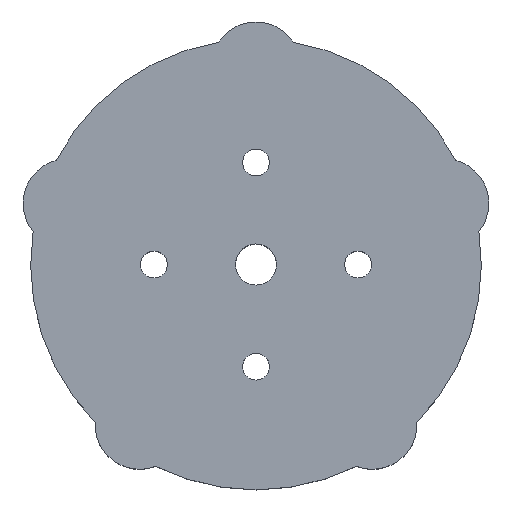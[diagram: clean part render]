
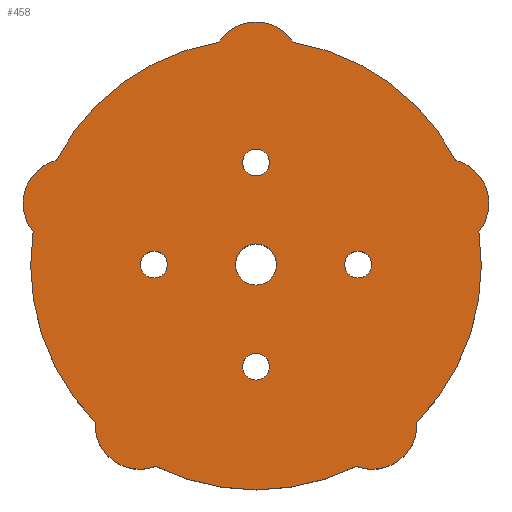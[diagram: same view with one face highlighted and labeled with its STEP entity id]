
A CAD part, top view. The second image highlights one B-rep face of the part: STEP entity #458.
In plain terms, the highlighted planar face has unit normal (0, 0, 1).
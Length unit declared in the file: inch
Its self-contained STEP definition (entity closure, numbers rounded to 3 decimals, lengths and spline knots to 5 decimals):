
#16=FACE_BOUND('',#83,.T.);
#17=FACE_BOUND('',#84,.T.);
#18=FACE_BOUND('',#85,.T.);
#19=FACE_BOUND('',#86,.T.);
#20=FACE_BOUND('',#87,.T.);
#33=PLANE('',#526);
#57=FACE_OUTER_BOUND('',#82,.T.);
#82=EDGE_LOOP('',(#386,#387,#388,#389,#390,#391,#392,#393,#394,#395));
#83=EDGE_LOOP('',(#396));
#84=EDGE_LOOP('',(#397));
#85=EDGE_LOOP('',(#398));
#86=EDGE_LOOP('',(#399));
#87=EDGE_LOOP('',(#400));
#160=CIRCLE('',#475,0.0375);
#162=CIRCLE('',#478,0.0375);
#164=CIRCLE('',#481,0.0375);
#166=CIRCLE('',#484,0.0375);
#168=CIRCLE('',#487,0.0575);
#171=CIRCLE('',#498,0.125);
#173=CIRCLE('',#501,0.63);
#175=CIRCLE('',#504,0.125);
#177=CIRCLE('',#507,0.63);
#179=CIRCLE('',#510,0.125);
#181=CIRCLE('',#513,0.63);
#183=CIRCLE('',#516,0.125);
#185=CIRCLE('',#519,0.63);
#187=CIRCLE('',#522,0.125);
#189=CIRCLE('',#525,0.63);
#190=VERTEX_POINT('',#673);
#192=VERTEX_POINT('',#679);
#194=VERTEX_POINT('',#685);
#196=VERTEX_POINT('',#691);
#198=VERTEX_POINT('',#697);
#214=VERTEX_POINT('',#743);
#215=VERTEX_POINT('',#745);
#217=VERTEX_POINT('',#751);
#219=VERTEX_POINT('',#757);
#221=VERTEX_POINT('',#763);
#223=VERTEX_POINT('',#769);
#225=VERTEX_POINT('',#775);
#227=VERTEX_POINT('',#781);
#229=VERTEX_POINT('',#787);
#231=VERTEX_POINT('',#793);
#232=EDGE_CURVE('',#190,#190,#160,.T.);
#235=EDGE_CURVE('',#192,#192,#162,.T.);
#238=EDGE_CURVE('',#194,#194,#164,.T.);
#241=EDGE_CURVE('',#196,#196,#166,.T.);
#244=EDGE_CURVE('',#198,#198,#168,.T.);
#267=EDGE_CURVE('',#215,#214,#171,.T.);
#270=EDGE_CURVE('',#217,#215,#173,.T.);
#273=EDGE_CURVE('',#219,#217,#175,.T.);
#276=EDGE_CURVE('',#221,#219,#177,.T.);
#279=EDGE_CURVE('',#223,#221,#179,.T.);
#282=EDGE_CURVE('',#225,#223,#181,.T.);
#285=EDGE_CURVE('',#227,#225,#183,.T.);
#288=EDGE_CURVE('',#229,#227,#185,.T.);
#291=EDGE_CURVE('',#231,#229,#187,.T.);
#294=EDGE_CURVE('',#214,#231,#189,.T.);
#386=ORIENTED_EDGE('',*,*,#294,.T.);
#387=ORIENTED_EDGE('',*,*,#291,.T.);
#388=ORIENTED_EDGE('',*,*,#288,.T.);
#389=ORIENTED_EDGE('',*,*,#285,.T.);
#390=ORIENTED_EDGE('',*,*,#282,.T.);
#391=ORIENTED_EDGE('',*,*,#279,.T.);
#392=ORIENTED_EDGE('',*,*,#276,.T.);
#393=ORIENTED_EDGE('',*,*,#273,.T.);
#394=ORIENTED_EDGE('',*,*,#270,.T.);
#395=ORIENTED_EDGE('',*,*,#267,.T.);
#396=ORIENTED_EDGE('',*,*,#232,.T.);
#397=ORIENTED_EDGE('',*,*,#235,.T.);
#398=ORIENTED_EDGE('',*,*,#238,.T.);
#399=ORIENTED_EDGE('',*,*,#241,.T.);
#400=ORIENTED_EDGE('',*,*,#244,.T.);
#458=ADVANCED_FACE('',(#57,#16,#17,#18,#19,#20),#33,.T.);
#475=AXIS2_PLACEMENT_3D('',#674,#532,#533);
#478=AXIS2_PLACEMENT_3D('',#680,#539,#540);
#481=AXIS2_PLACEMENT_3D('',#686,#546,#547);
#484=AXIS2_PLACEMENT_3D('',#692,#553,#554);
#487=AXIS2_PLACEMENT_3D('',#698,#560,#561);
#498=AXIS2_PLACEMENT_3D('',#746,#602,#603);
#501=AXIS2_PLACEMENT_3D('',#752,#609,#610);
#504=AXIS2_PLACEMENT_3D('',#758,#616,#617);
#507=AXIS2_PLACEMENT_3D('',#764,#623,#624);
#510=AXIS2_PLACEMENT_3D('',#770,#630,#631);
#513=AXIS2_PLACEMENT_3D('',#776,#637,#638);
#516=AXIS2_PLACEMENT_3D('',#782,#644,#645);
#519=AXIS2_PLACEMENT_3D('',#788,#651,#652);
#522=AXIS2_PLACEMENT_3D('',#794,#658,#659);
#525=AXIS2_PLACEMENT_3D('',#798,#665,#666);
#526=AXIS2_PLACEMENT_3D('',#799,#667,#668);
#532=DIRECTION('center_axis',(0.,0.,-1.));
#533=DIRECTION('ref_axis',(1.,0.,0.));
#539=DIRECTION('center_axis',(0.,0.,-1.));
#540=DIRECTION('ref_axis',(1.,0.,0.));
#546=DIRECTION('center_axis',(0.,0.,-1.));
#547=DIRECTION('ref_axis',(1.,0.,0.));
#553=DIRECTION('center_axis',(0.,0.,-1.));
#554=DIRECTION('ref_axis',(1.,0.,0.));
#560=DIRECTION('center_axis',(0.,0.,-1.));
#561=DIRECTION('ref_axis',(1.,0.,0.));
#602=DIRECTION('center_axis',(0.,0.,1.));
#603=DIRECTION('ref_axis',(1.,0.,0.));
#609=DIRECTION('center_axis',(0.,0.,1.));
#610=DIRECTION('ref_axis',(1.,0.,0.));
#616=DIRECTION('center_axis',(0.,0.,1.));
#617=DIRECTION('ref_axis',(1.,0.,0.));
#623=DIRECTION('center_axis',(0.,0.,1.));
#624=DIRECTION('ref_axis',(1.,0.,0.));
#630=DIRECTION('center_axis',(0.,0.,1.));
#631=DIRECTION('ref_axis',(1.,0.,0.));
#637=DIRECTION('center_axis',(0.,0.,1.));
#638=DIRECTION('ref_axis',(1.,0.,0.));
#644=DIRECTION('center_axis',(0.,0.,1.));
#645=DIRECTION('ref_axis',(1.,0.,0.));
#651=DIRECTION('center_axis',(0.,0.,1.));
#652=DIRECTION('ref_axis',(1.,0.,0.));
#658=DIRECTION('center_axis',(0.,0.,1.));
#659=DIRECTION('ref_axis',(1.,0.,0.));
#665=DIRECTION('center_axis',(0.,0.,1.));
#666=DIRECTION('ref_axis',(1.,0.,0.));
#667=DIRECTION('center_axis',(0.,0.,1.));
#668=DIRECTION('ref_axis',(1.,0.,0.));
#673=CARTESIAN_POINT('',(-0.32293,0.,0.21));
#674=CARTESIAN_POINT('Origin',(-0.28543,0.,
0.21));
#679=CARTESIAN_POINT('',(-0.0375,-0.28543,0.21));
#680=CARTESIAN_POINT('Origin',(0.,-0.28543,
0.21));
#685=CARTESIAN_POINT('',(-0.0375,0.28543,0.21));
#686=CARTESIAN_POINT('Origin',(0.,0.28543,0.21));
#691=CARTESIAN_POINT('',(0.24793,0.,0.21));
#692=CARTESIAN_POINT('Origin',(0.28543,0.,
0.21));
#697=CARTESIAN_POINT('',(-0.0575,0.,0.21));
#698=CARTESIAN_POINT('Origin',(0.,0.,0.21));
#743=CARTESIAN_POINT('',(-0.6232,0.09231,0.21));
#745=CARTESIAN_POINT('',(-0.55844,0.29163,0.21));
#746=CARTESIAN_POINT('Origin',(-0.526,0.17091,0.21));
#751=CARTESIAN_POINT('',(-0.10478,0.62122,0.21));
#752=CARTESIAN_POINT('Origin',(0.,0.,0.21));
#757=CARTESIAN_POINT('',(0.10478,0.62122,0.21));
#758=CARTESIAN_POINT('Origin',(0.,0.55307,0.21));
#763=CARTESIAN_POINT('',(0.55844,0.29163,0.21));
#764=CARTESIAN_POINT('Origin',(0.,0.,0.21));
#769=CARTESIAN_POINT('',(0.6232,0.09231,0.21));
#770=CARTESIAN_POINT('Origin',(0.526,0.17091,0.21));
#775=CARTESIAN_POINT('',(0.44992,-0.44099,0.21));
#776=CARTESIAN_POINT('Origin',(0.,0.,0.21));
#781=CARTESIAN_POINT('',(0.28037,-0.56417,0.21));
#782=CARTESIAN_POINT('Origin',(0.32509,-0.44744,0.21));
#787=CARTESIAN_POINT('',(-0.28037,-0.56417,0.21));
#788=CARTESIAN_POINT('Origin',(0.,0.,0.21));
#793=CARTESIAN_POINT('',(-0.44992,-0.44099,0.21));
#794=CARTESIAN_POINT('Origin',(-0.32509,-0.44744,0.21));
#798=CARTESIAN_POINT('Origin',(0.,0.,0.21));
#799=CARTESIAN_POINT('Origin',(0.,0.02403,
0.21));
